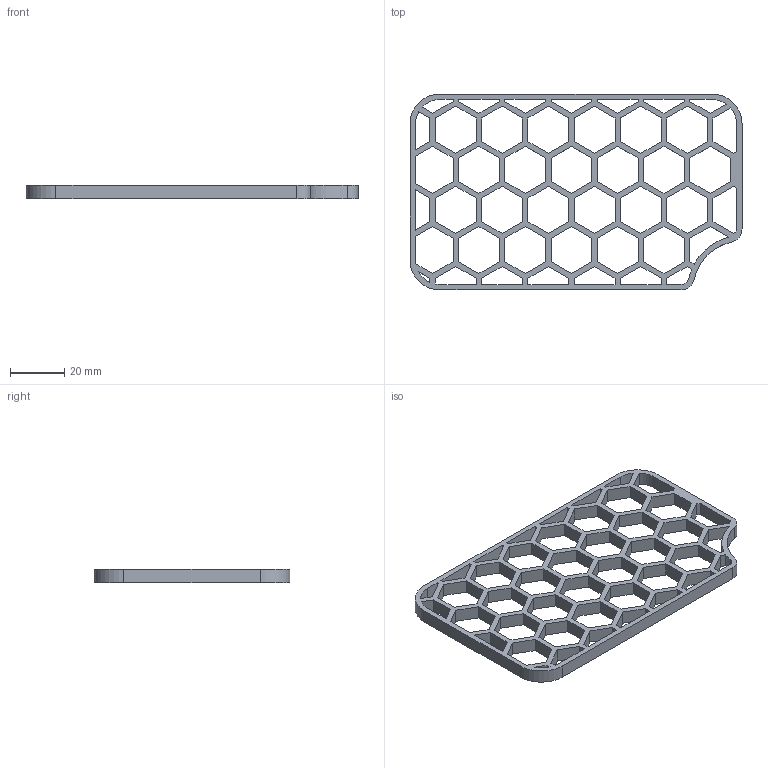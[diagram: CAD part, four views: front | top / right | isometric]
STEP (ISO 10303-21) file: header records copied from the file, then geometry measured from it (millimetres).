
FILE_DESCRIPTION (( 'STEP AP203' ), '1' );
FILE_NAME ('Filter.STEP', '2014-10-15T07:25:12', ( 'Francesco' ), ( 'Hewlett-Packard' ), 'SwSTEP 2.0', 'SolidWorks 2011', '' );
FILE_SCHEMA (( 'CONFIG_CONTROL_DESIGN' ));
Length unit declared in the file: millimetre
Products named in the file (1): Filter
Bounding box: 122 x 72 x 5 mm (x, y, z)
Volume: 12453.6 mm3; surface area: 16517.5 mm2
Topology: 1 solids, 1 shells, 260 faces, 774 edges, 516 vertices
Faces by surface type: plane 243, cylinder 17
Entity records: 8825 total; most frequent: CARTESIAN_POINT 1551, ORIENTED_EDGE 1548, DIRECTION 1330, EDGE_CURVE 774, VECTOR 740, LINE 740, VERTEX_POINT 516, EDGE_LOOP 348
